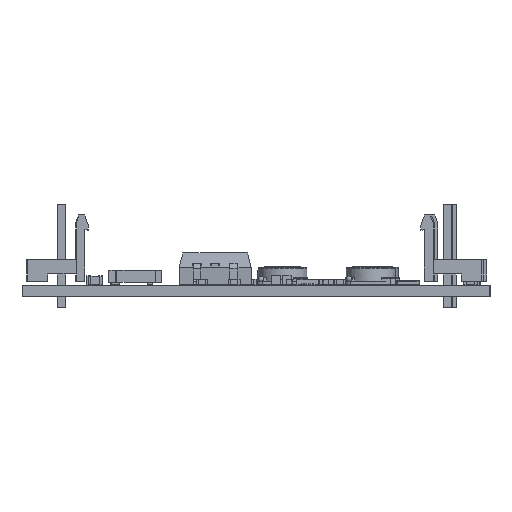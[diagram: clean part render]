
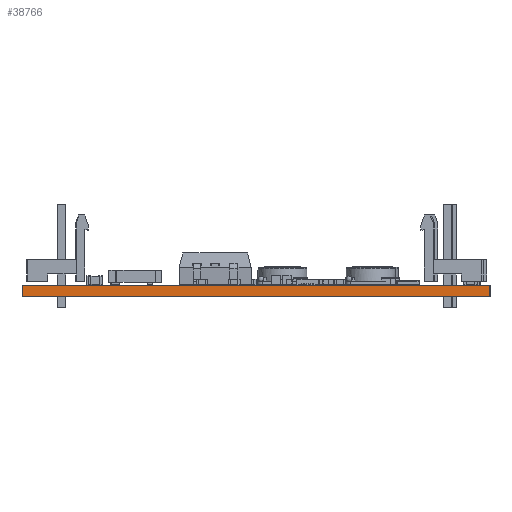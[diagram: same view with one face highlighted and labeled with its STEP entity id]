
A CAD part, left-side view. The second image highlights one B-rep face of the part: STEP entity #38766.
In plain terms, the highlighted planar face has unit normal (-1, 0, 0).
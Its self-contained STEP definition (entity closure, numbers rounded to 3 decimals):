
#38585 = PLANE('',#38586);
#38586 = AXIS2_PLACEMENT_3D('',#38587,#38588,#38589);
#38587 = CARTESIAN_POINT('',(159.244,-87.376,0.));
#38588 = DIRECTION('',(0.,-1.,0.));
#38589 = DIRECTION('',(-1.,0.,0.));
#38610 = VERTEX_POINT('',#38611);
#38611 = CARTESIAN_POINT('',(59.295,-87.376,1.6));
#38625 = PLANE('',#38626);
#38626 = AXIS2_PLACEMENT_3D('',#38627,#38628,#38629);
#38627 = CARTESIAN_POINT('',(109.27,-119.888,1.6));
#38628 = DIRECTION('',(0.,0.,1.));
#38629 = DIRECTION('',(1.,0.,-0.));
#38637 = EDGE_CURVE('',#38638,#38610,#38640,.T.);
#38638 = VERTEX_POINT('',#38639);
#38639 = CARTESIAN_POINT('',(59.295,-87.376,0.));
#38640 = SURFACE_CURVE('',#38641,(#38645,#38652),.PCURVE_S1.);
#38641 = LINE('',#38642,#38643);
#38642 = CARTESIAN_POINT('',(59.295,-87.376,0.));
#38643 = VECTOR('',#38644,1.);
#38644 = DIRECTION('',(0.,0.,1.));
#38645 = PCURVE('',#38585,#38646);
#38646 = DEFINITIONAL_REPRESENTATION('',(#38647),#38651);
#38647 = LINE('',#38648,#38649);
#38648 = CARTESIAN_POINT('',(99.949,0.));
#38649 = VECTOR('',#38650,1.);
#38650 = DIRECTION('',(0.,-1.));
#38651 = ( GEOMETRIC_REPRESENTATION_CONTEXT(2) 
PARAMETRIC_REPRESENTATION_CONTEXT() REPRESENTATION_CONTEXT('2D SPACE',''
  ) );
#38652 = PCURVE('',#38653,#38658);
#38653 = PLANE('',#38654);
#38654 = AXIS2_PLACEMENT_3D('',#38655,#38656,#38657);
#38655 = CARTESIAN_POINT('',(59.295,-87.376,0.));
#38656 = DIRECTION('',(1.,0.,-0.));
#38657 = DIRECTION('',(0.,-1.,0.));
#38658 = DEFINITIONAL_REPRESENTATION('',(#38659),#38663);
#38659 = LINE('',#38660,#38661);
#38660 = CARTESIAN_POINT('',(0.,0.));
#38661 = VECTOR('',#38662,1.);
#38662 = DIRECTION('',(0.,-1.));
#38663 = ( GEOMETRIC_REPRESENTATION_CONTEXT(2) 
PARAMETRIC_REPRESENTATION_CONTEXT() REPRESENTATION_CONTEXT('2D SPACE',''
  ) );
#38679 = PLANE('',#38680);
#38680 = AXIS2_PLACEMENT_3D('',#38681,#38682,#38683);
#38681 = CARTESIAN_POINT('',(109.27,-119.888,0.));
#38682 = DIRECTION('',(0.,0.,1.));
#38683 = DIRECTION('',(1.,0.,-0.));
#38766 = ADVANCED_FACE('',(#38767),#38653,.F.);
#38767 = FACE_BOUND('',#38768,.F.);
#38768 = EDGE_LOOP('',(#38769,#38770,#38793,#38821));
#38769 = ORIENTED_EDGE('',*,*,#38637,.T.);
#38770 = ORIENTED_EDGE('',*,*,#38771,.T.);
#38771 = EDGE_CURVE('',#38610,#38772,#38774,.T.);
#38772 = VERTEX_POINT('',#38773);
#38773 = CARTESIAN_POINT('',(59.295,-152.4,1.6));
#38774 = SURFACE_CURVE('',#38775,(#38779,#38786),.PCURVE_S1.);
#38775 = LINE('',#38776,#38777);
#38776 = CARTESIAN_POINT('',(59.295,-87.376,1.6));
#38777 = VECTOR('',#38778,1.);
#38778 = DIRECTION('',(0.,-1.,0.));
#38779 = PCURVE('',#38653,#38780);
#38780 = DEFINITIONAL_REPRESENTATION('',(#38781),#38785);
#38781 = LINE('',#38782,#38783);
#38782 = CARTESIAN_POINT('',(0.,-1.6));
#38783 = VECTOR('',#38784,1.);
#38784 = DIRECTION('',(1.,0.));
#38785 = ( GEOMETRIC_REPRESENTATION_CONTEXT(2) 
PARAMETRIC_REPRESENTATION_CONTEXT() REPRESENTATION_CONTEXT('2D SPACE',''
  ) );
#38786 = PCURVE('',#38625,#38787);
#38787 = DEFINITIONAL_REPRESENTATION('',(#38788),#38792);
#38788 = LINE('',#38789,#38790);
#38789 = CARTESIAN_POINT('',(-49.975,32.512));
#38790 = VECTOR('',#38791,1.);
#38791 = DIRECTION('',(0.,-1.));
#38792 = ( GEOMETRIC_REPRESENTATION_CONTEXT(2) 
PARAMETRIC_REPRESENTATION_CONTEXT() REPRESENTATION_CONTEXT('2D SPACE',''
  ) );
#38793 = ORIENTED_EDGE('',*,*,#38794,.F.);
#38794 = EDGE_CURVE('',#38795,#38772,#38797,.T.);
#38795 = VERTEX_POINT('',#38796);
#38796 = CARTESIAN_POINT('',(59.295,-152.4,0.));
#38797 = SURFACE_CURVE('',#38798,(#38802,#38809),.PCURVE_S1.);
#38798 = LINE('',#38799,#38800);
#38799 = CARTESIAN_POINT('',(59.295,-152.4,0.));
#38800 = VECTOR('',#38801,1.);
#38801 = DIRECTION('',(0.,0.,1.));
#38802 = PCURVE('',#38653,#38803);
#38803 = DEFINITIONAL_REPRESENTATION('',(#38804),#38808);
#38804 = LINE('',#38805,#38806);
#38805 = CARTESIAN_POINT('',(65.024,0.));
#38806 = VECTOR('',#38807,1.);
#38807 = DIRECTION('',(0.,-1.));
#38808 = ( GEOMETRIC_REPRESENTATION_CONTEXT(2) 
PARAMETRIC_REPRESENTATION_CONTEXT() REPRESENTATION_CONTEXT('2D SPACE',''
  ) );
#38809 = PCURVE('',#38810,#38815);
#38810 = PLANE('',#38811);
#38811 = AXIS2_PLACEMENT_3D('',#38812,#38813,#38814);
#38812 = CARTESIAN_POINT('',(59.295,-152.4,0.));
#38813 = DIRECTION('',(0.,1.,0.));
#38814 = DIRECTION('',(1.,0.,0.));
#38815 = DEFINITIONAL_REPRESENTATION('',(#38816),#38820);
#38816 = LINE('',#38817,#38818);
#38817 = CARTESIAN_POINT('',(0.,0.));
#38818 = VECTOR('',#38819,1.);
#38819 = DIRECTION('',(0.,-1.));
#38820 = ( GEOMETRIC_REPRESENTATION_CONTEXT(2) 
PARAMETRIC_REPRESENTATION_CONTEXT() REPRESENTATION_CONTEXT('2D SPACE',''
  ) );
#38821 = ORIENTED_EDGE('',*,*,#38822,.F.);
#38822 = EDGE_CURVE('',#38638,#38795,#38823,.T.);
#38823 = SURFACE_CURVE('',#38824,(#38828,#38835),.PCURVE_S1.);
#38824 = LINE('',#38825,#38826);
#38825 = CARTESIAN_POINT('',(59.295,-87.376,0.));
#38826 = VECTOR('',#38827,1.);
#38827 = DIRECTION('',(0.,-1.,0.));
#38828 = PCURVE('',#38653,#38829);
#38829 = DEFINITIONAL_REPRESENTATION('',(#38830),#38834);
#38830 = LINE('',#38831,#38832);
#38831 = CARTESIAN_POINT('',(0.,0.));
#38832 = VECTOR('',#38833,1.);
#38833 = DIRECTION('',(1.,0.));
#38834 = ( GEOMETRIC_REPRESENTATION_CONTEXT(2) 
PARAMETRIC_REPRESENTATION_CONTEXT() REPRESENTATION_CONTEXT('2D SPACE',''
  ) );
#38835 = PCURVE('',#38679,#38836);
#38836 = DEFINITIONAL_REPRESENTATION('',(#38837),#38841);
#38837 = LINE('',#38838,#38839);
#38838 = CARTESIAN_POINT('',(-49.975,32.512));
#38839 = VECTOR('',#38840,1.);
#38840 = DIRECTION('',(0.,-1.));
#38841 = ( GEOMETRIC_REPRESENTATION_CONTEXT(2) 
PARAMETRIC_REPRESENTATION_CONTEXT() REPRESENTATION_CONTEXT('2D SPACE',''
  ) );
